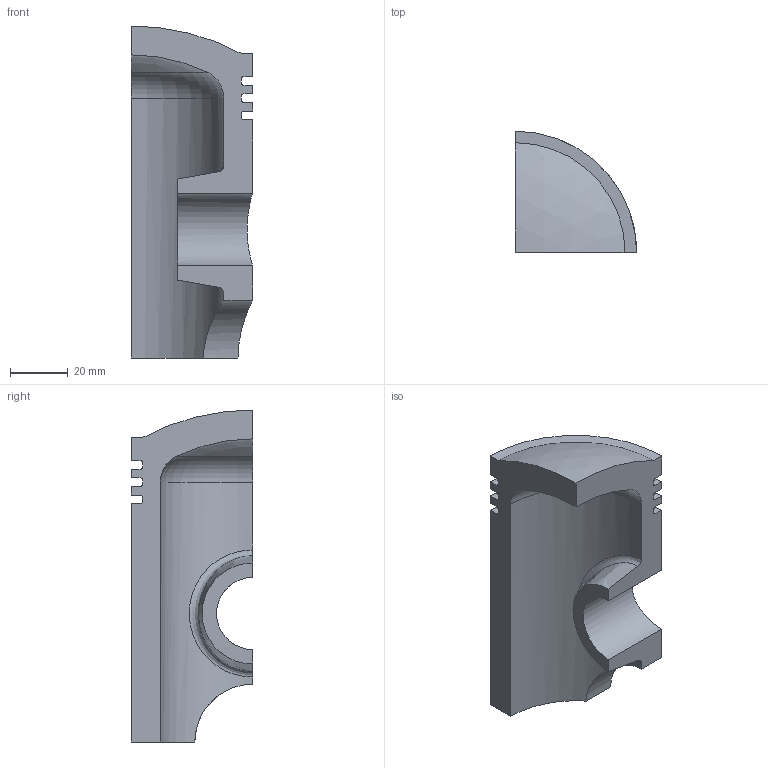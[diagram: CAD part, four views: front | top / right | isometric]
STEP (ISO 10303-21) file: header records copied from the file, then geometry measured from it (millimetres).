
FILE_DESCRIPTION (( 'STEP AP203' ), '1' );
FILE_NAME ('Piston_quart_avec_conges.STEP', '2013-12-17T07:55:13', ( '' ), ( '' ), 'SwSTEP 2.0', 'SolidWorks 2010', '' );
FILE_SCHEMA (( 'CONFIG_CONTROL_DESIGN' ));
Length unit declared in the file: millimetre
Products named in the file (1): Piston_quart_avec_conges
Bounding box: 42 x 42 x 115 mm (x, y, z)
Volume: 67430.2 mm3; surface area: 18910.4 mm2
Topology: 1 solids, 1 shells, 33 faces, 93 edges, 62 vertices
Faces by surface type: plane 12, cylinder 10, torus 7, sphere 2, cone 1, bspline 1
Entity records: 2474 total; most frequent: CARTESIAN_POINT 1506, DIRECTION 200, ORIENTED_EDGE 186, EDGE_CURVE 93, AXIS2_PLACEMENT_3D 79, VERTEX_POINT 62, CIRCLE 46, VECTOR 42
